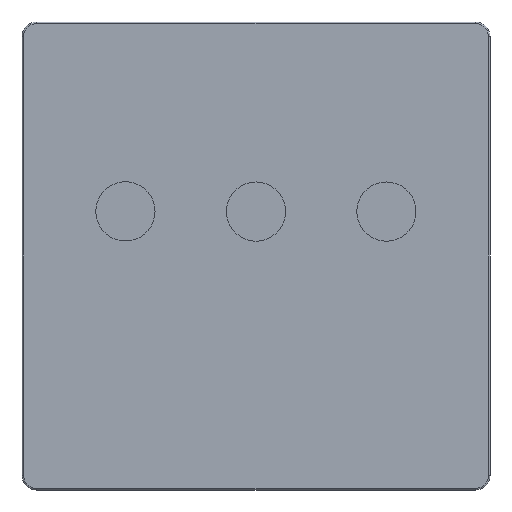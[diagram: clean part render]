
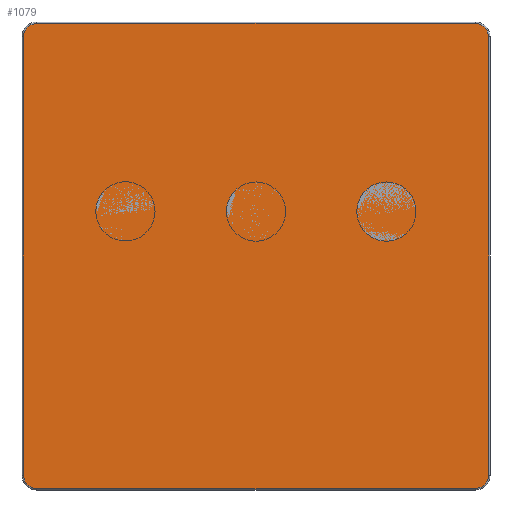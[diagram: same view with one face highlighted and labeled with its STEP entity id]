
A CAD part, left-side view. The second image highlights one B-rep face of the part: STEP entity #1079.
In plain terms, the highlighted planar face has unit normal (-1, 0, 0).
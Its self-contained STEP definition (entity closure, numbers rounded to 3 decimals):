
#186=ELLIPSE('',#1274,4.505,4.5);
#187=ELLIPSE('',#1275,4.505,4.5);
#188=ELLIPSE('',#1276,4.505,4.5);
#189=ELLIPSE('',#1277,4.505,4.5);
#251=ORIENTED_EDGE('',*,*,#507,.T.);
#252=ORIENTED_EDGE('',*,*,#508,.T.);
#253=ORIENTED_EDGE('',*,*,#509,.T.);
#254=ORIENTED_EDGE('',*,*,#510,.T.);
#255=ORIENTED_EDGE('',*,*,#511,.T.);
#256=ORIENTED_EDGE('',*,*,#512,.T.);
#257=ORIENTED_EDGE('',*,*,#513,.T.);
#258=ORIENTED_EDGE('',*,*,#514,.T.);
#507=EDGE_CURVE('',#635,#636,#186,.F.);
#508=EDGE_CURVE('',#636,#637,#719,.T.);
#509=EDGE_CURVE('',#637,#638,#187,.F.);
#510=EDGE_CURVE('',#638,#639,#720,.T.);
#511=EDGE_CURVE('',#639,#640,#188,.F.);
#512=EDGE_CURVE('',#640,#641,#721,.T.);
#513=EDGE_CURVE('',#641,#642,#189,.F.);
#514=EDGE_CURVE('',#642,#635,#722,.T.);
#635=VERTEX_POINT('',#1833);
#636=VERTEX_POINT('',#1834);
#637=VERTEX_POINT('',#1836);
#638=VERTEX_POINT('',#1838);
#639=VERTEX_POINT('',#1840);
#640=VERTEX_POINT('',#1842);
#641=VERTEX_POINT('',#1844);
#642=VERTEX_POINT('',#1846);
#719=LINE('',#1835,#751);
#720=LINE('',#1839,#752);
#721=LINE('',#1843,#753);
#722=LINE('',#1847,#754);
#751=VECTOR('',#1457,1000.);
#752=VECTOR('',#1460,1000.);
#753=VECTOR('',#1463,1000.);
#754=VECTOR('',#1466,1000.);
#768=EDGE_LOOP('',(#251,#252,#253,#254,#255,#256,#257,#258));
#906=FACE_BOUND('',#768,.T.);
#1044=PLANE('',#1273);
#1079=ADVANCED_FACE('',(#906),#1044,.F.);
#1273=AXIS2_PLACEMENT_3D('',#1831,#1453,#1454);
#1274=AXIS2_PLACEMENT_3D('',#1832,#1455,#1456);
#1275=AXIS2_PLACEMENT_3D('',#1837,#1458,#1459);
#1276=AXIS2_PLACEMENT_3D('',#1841,#1461,#1462);
#1277=AXIS2_PLACEMENT_3D('',#1845,#1464,#1465);
#1453=DIRECTION('',(1.,0.,0.));
#1454=DIRECTION('',(0.,1.,0.));
#1455=DIRECTION('',(1.,0.,0.));
#1456=DIRECTION('',(0.,0.707,0.707));
#1457=DIRECTION('',(0.,0.,-1.));
#1458=DIRECTION('',(1.,0.,0.));
#1459=DIRECTION('',(0.,0.707,-0.707));
#1460=DIRECTION('',(0.,-1.,0.));
#1461=DIRECTION('',(1.,0.,0.));
#1462=DIRECTION('',(0.,-0.707,-0.707));
#1463=DIRECTION('',(0.,0.,1.));
#1464=DIRECTION('',(1.,0.,0.));
#1465=DIRECTION('',(0.,-0.707,0.707));
#1466=DIRECTION('',(0.,1.,0.));
#1831=CARTESIAN_POINT('',(74.75,0.,0.));
#1832=CARTESIAN_POINT('',(74.75,73.979,73.979));
#1833=CARTESIAN_POINT('',(74.75,73.985,78.482));
#1834=CARTESIAN_POINT('',(74.75,78.482,73.985));
#1835=CARTESIAN_POINT('',(74.75,78.482,0.));
#1836=CARTESIAN_POINT('',(74.75,78.482,-73.985));
#1837=CARTESIAN_POINT('',(74.75,73.979,-73.979));
#1838=CARTESIAN_POINT('',(74.75,73.985,-78.482));
#1839=CARTESIAN_POINT('',(74.75,0.,-78.482));
#1840=CARTESIAN_POINT('',(74.75,-73.985,-78.482));
#1841=CARTESIAN_POINT('',(74.75,-73.979,-73.979));
#1842=CARTESIAN_POINT('',(74.75,-78.482,-73.985));
#1843=CARTESIAN_POINT('',(74.75,-78.482,0.));
#1844=CARTESIAN_POINT('',(74.75,-78.482,73.985));
#1845=CARTESIAN_POINT('',(74.75,-73.979,73.979));
#1846=CARTESIAN_POINT('',(74.75,-73.985,78.482));
#1847=CARTESIAN_POINT('',(74.75,0.,78.482));
